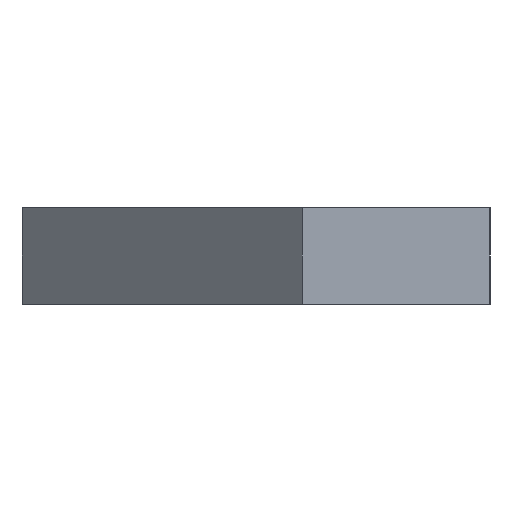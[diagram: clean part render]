
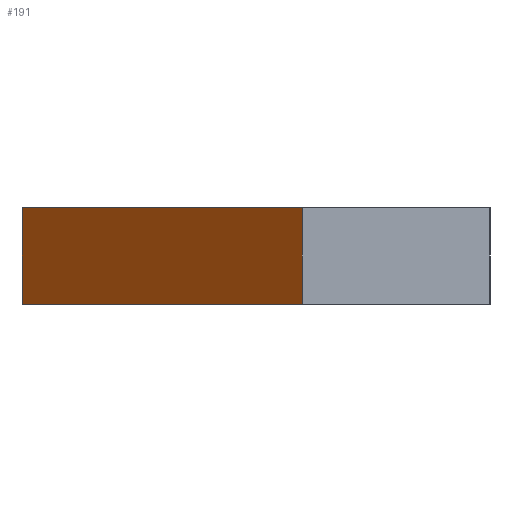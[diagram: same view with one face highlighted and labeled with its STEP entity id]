
A CAD part, left-side view. The second image highlights one B-rep face of the part: STEP entity #191.
In plain terms, the highlighted planar face has unit normal (-0.707, 0.707, 0).
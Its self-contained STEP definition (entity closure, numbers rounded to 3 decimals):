
#23=PLANE('',#225);
#33=FACE_OUTER_BOUND('',#43,.T.);
#43=EDGE_LOOP('',(#159,#160,#161,#162));
#65=LINE('',#318,#85);
#66=LINE('',#321,#86);
#67=LINE('',#323,#87);
#68=LINE('',#324,#88);
#85=VECTOR('',#265,10.);
#86=VECTOR('',#268,10.);
#87=VECTOR('',#269,10.);
#88=VECTOR('',#270,10.);
#107=VERTEX_POINT('',#314);
#108=VERTEX_POINT('',#316);
#109=VERTEX_POINT('',#320);
#110=VERTEX_POINT('',#322);
#129=EDGE_CURVE('',#107,#108,#65,.T.);
#130=EDGE_CURVE('',#109,#107,#66,.T.);
#131=EDGE_CURVE('',#110,#108,#67,.T.);
#132=EDGE_CURVE('',#109,#110,#68,.T.);
#159=ORIENTED_EDGE('',*,*,#130,.T.);
#160=ORIENTED_EDGE('',*,*,#129,.T.);
#161=ORIENTED_EDGE('',*,*,#131,.F.);
#162=ORIENTED_EDGE('',*,*,#132,.F.);
#191=ADVANCED_FACE('',(#33),#23,.T.);
#225=AXIS2_PLACEMENT_3D('',#319,#266,#267);
#265=DIRECTION('',(0.,0.,1.));
#266=DIRECTION('center_axis',(-0.707,0.707,0.));
#267=DIRECTION('ref_axis',(-0.707,-0.707,0.));
#268=DIRECTION('',(-0.707,-0.707,0.));
#269=DIRECTION('',(-0.707,-0.707,0.));
#270=DIRECTION('',(0.,0.,1.));
#314=CARTESIAN_POINT('',(0.,9.712,0.));
#316=CARTESIAN_POINT('',(0.,9.712,5.));
#318=CARTESIAN_POINT('',(0.,9.712,0.));
#319=CARTESIAN_POINT('Origin',(14.5,24.212,0.));
#320=CARTESIAN_POINT('',(14.5,24.212,0.));
#321=CARTESIAN_POINT('',(14.5,24.212,0.));
#322=CARTESIAN_POINT('',(14.5,24.212,5.));
#323=CARTESIAN_POINT('',(14.5,24.212,5.));
#324=CARTESIAN_POINT('',(14.5,24.212,0.));
